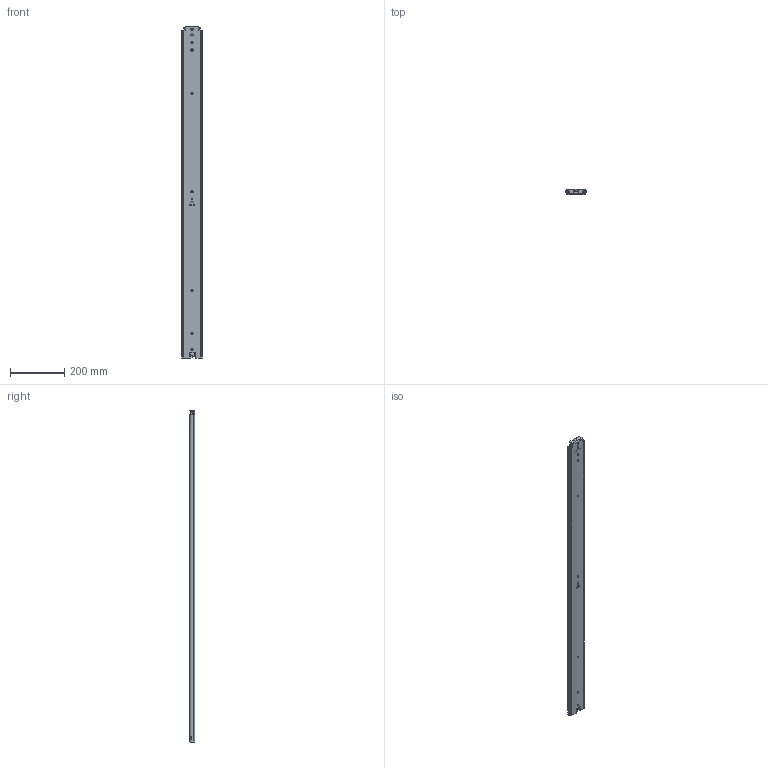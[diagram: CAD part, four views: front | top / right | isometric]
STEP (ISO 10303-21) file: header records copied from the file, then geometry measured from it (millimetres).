
FILE_DESCRIPTION((''),'2;1');
FILE_NAME('Schiene_1219_kpl.stp','2013-11-29T10:42:14',('Johanson'),(''),'Autodesk Inventor 2011','Autodesk Inventor 2011','');
FILE_SCHEMA(('AUTOMOTIVE_DESIGN { 1 0 10303 214 1 1 1 1 }'));
Length unit declared in the file: millimetre
Products named in the file (12): Schiene_1219_kpl; Schiene breit 1219 mm; Schiene mittig 1219 mm kpl; Schiene mittig 1219 mm; Puffer groß; Freigeber groß; Schiene schmal 1219 mm kpl; Schiene schmal 1219 mm; Kugelhalter_1219_kpl; Kugelhalter_1219; Kugel_9; Rolle
Assembly tree (36 placements, depth 3):
  Schiene_1219_kpl
    Schiene breit 1219 mm
    Schiene mittig 1219 mm kpl
      Schiene mittig 1219 mm
      Puffer groß
      Freigeber groß
    Schiene schmal 1219 mm kpl
      Schiene schmal 1219 mm
    Kugelhalter_1219_kpl  x4
      Kugelhalter_1219
      Kugel_9
    Rolle  x2
Bounding box: 75.3 x 19.2 x 1219 mm (x, y, z)
Volume: 838942.2 mm3; surface area: 663201.3 mm2
Topology: 100 solids, 100 shells, 918 faces, 3053 edges, 1955 vertices
Faces by surface type: cylinder 478, plane 346, sphere 90, cone 4
Full cylindrical faces by diameter (mm): 3 x1, 4 x1, 5 x1, 6 x1, 6.4 x1, 6.5 x9, 7.5 x6, 9 x90, 26 x2
Entity records: 22206 total; most frequent: CARTESIAN_POINT 5101, ORIENTED_EDGE 3568, DIRECTION 3477, EDGE_CURVE 1784, AXIS2_PLACEMENT_3D 1191, VERTEX_POINT 1187, VECTOR 1095, LINE 1095
